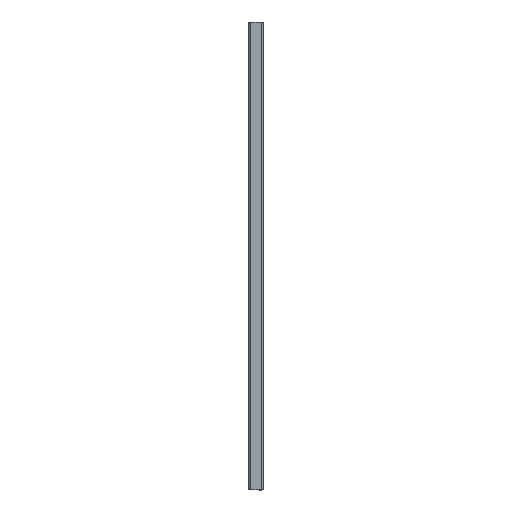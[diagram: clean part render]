
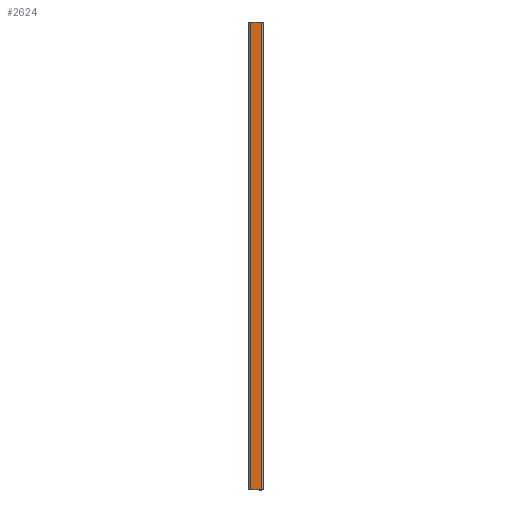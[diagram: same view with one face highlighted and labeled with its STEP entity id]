
A CAD part, left-side view. The second image highlights one B-rep face of the part: STEP entity #2624.
In plain terms, the highlighted planar face has unit normal (-1, 0, 0).
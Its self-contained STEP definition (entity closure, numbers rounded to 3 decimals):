
#274 = ORIENTED_EDGE ( 'NONE', *, *, #5080, .T. ) ;
#557 = CARTESIAN_POINT ( 'NONE',  ( -20.5, 18., -700. ) ) ;
#2376 = DIRECTION ( 'NONE',  ( 0., 0., -1. ) ) ;
#2624 = ADVANCED_FACE ( 'NONE', ( #10889 ), #38978, .F. ) ;
#3923 = DIRECTION ( 'NONE',  ( 0., 1., 0. ) ) ;
#5080 = EDGE_CURVE ( 'NONE', #38144, #25520, #37956, .T. ) ;
#8106 = VECTOR ( 'NONE', #35862, 1000. ) ;
#8633 = DIRECTION ( 'NONE',  ( 1., 0., 0. ) ) ;
#9026 = LINE ( 'NONE', #16160, #35335 ) ;
#10369 = VERTEX_POINT ( 'NONE', #22361 ) ;
#10889 = FACE_OUTER_BOUND ( 'NONE', #21427, .T. ) ;
#11971 = CARTESIAN_POINT ( 'NONE',  ( -20.5, 18., 0. ) ) ;
#13848 = LINE ( 'NONE', #26640, #8106 ) ;
#16160 = CARTESIAN_POINT ( 'NONE',  ( -20.5, 18., -350. ) ) ;
#16205 = CARTESIAN_POINT ( 'NONE',  ( -20.5, 0., -700. ) ) ;
#19510 = AXIS2_PLACEMENT_3D ( 'NONE', #32724, #8633, #2376 ) ;
#19845 = EDGE_CURVE ( 'NONE', #35961, #25520, #9026, .T. ) ;
#21427 = EDGE_LOOP ( 'NONE', ( #274, #34734, #32173, #25360 ) ) ;
#22361 = CARTESIAN_POINT ( 'NONE',  ( -20.5, 3., -700. ) ) ;
#22458 = DIRECTION ( 'NONE',  ( 0., 1., 0. ) ) ;
#23627 = VECTOR ( 'NONE', #22458, 1000. ) ;
#25360 = ORIENTED_EDGE ( 'NONE', *, *, #26923, .T. ) ;
#25520 = VERTEX_POINT ( 'NONE', #11971 ) ;
#26640 = CARTESIAN_POINT ( 'NONE',  ( -20.5, 3., -350. ) ) ;
#26923 = EDGE_CURVE ( 'NONE', #10369, #38144, #13848, .T. ) ;
#28534 = VECTOR ( 'NONE', #3923, 1000. ) ;
#30882 = CARTESIAN_POINT ( 'NONE',  ( -20.5, 3., 0. ) ) ;
#32173 = ORIENTED_EDGE ( 'NONE', *, *, #35940, .F. ) ;
#32724 = CARTESIAN_POINT ( 'NONE',  ( -20.5, 0., -350. ) ) ;
#33334 = LINE ( 'NONE', #16205, #28534 ) ;
#34734 = ORIENTED_EDGE ( 'NONE', *, *, #19845, .F. ) ;
#35032 = CARTESIAN_POINT ( 'NONE',  ( -20.5, 0., 0. ) ) ;
#35335 = VECTOR ( 'NONE', #37529, 1000. ) ;
#35862 = DIRECTION ( 'NONE',  ( 0., 0., 1. ) ) ;
#35940 = EDGE_CURVE ( 'NONE', #10369, #35961, #33334, .T. ) ;
#35961 = VERTEX_POINT ( 'NONE', #557 ) ;
#37529 = DIRECTION ( 'NONE',  ( 0., 0., 1. ) ) ;
#37956 = LINE ( 'NONE', #35032, #23627 ) ;
#38144 = VERTEX_POINT ( 'NONE', #30882 ) ;
#38978 = PLANE ( 'NONE',  #19510 ) ;
